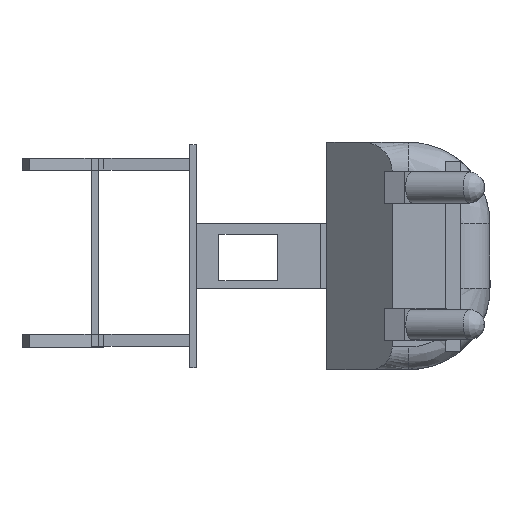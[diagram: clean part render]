
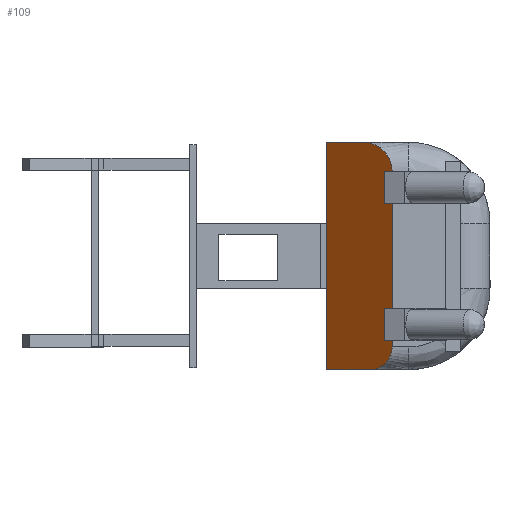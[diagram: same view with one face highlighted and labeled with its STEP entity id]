
A CAD part, left-side view. The second image highlights one B-rep face of the part: STEP entity #109.
In plain terms, the highlighted free-form (B-spline) face has degree [1, 1] with [2, 2] control points.
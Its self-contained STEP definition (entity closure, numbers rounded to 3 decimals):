
#82 = EDGE_CURVE('',#83,#85,#87,.T.);
#83 = VERTEX_POINT('',#84);
#84 = CARTESIAN_POINT('',(-1.815,0.223,-0.207
    ));
#85 = VERTEX_POINT('',#86);
#86 = CARTESIAN_POINT('',(-1.763,0.276,-0.26)
  );
#87 = ( BOUNDED_CURVE() B_SPLINE_CURVE(2,(#88,#89,#90),.UNSPECIFIED.,.F.
,.F.) B_SPLINE_CURVE_WITH_KNOTS((3,3),(0.,1.571),
.PIECEWISE_BEZIER_KNOTS.) CURVE() GEOMETRIC_REPRESENTATION_ITEM() 
RATIONAL_B_SPLINE_CURVE((1.,0.707,1.)) REPRESENTATION_ITEM('') 
  );
#88 = CARTESIAN_POINT('',(-1.815,0.223,-0.207
    ));
#89 = CARTESIAN_POINT('',(-1.815,0.223,-0.26
    ));
#90 = CARTESIAN_POINT('',(-1.763,0.276,-0.26)
  );
#109 = ADVANCED_FACE('',(#110),#147,.T.);
#110 = FACE_BOUND('',#111,.T.);
#111 = EDGE_LOOP('',(#112,#113,#120,#128,#135,#142));
#112 = ORIENTED_EDGE('',*,*,#82,.F.);
#113 = ORIENTED_EDGE('',*,*,#114,.T.);
#114 = EDGE_CURVE('',#83,#115,#117,.T.);
#115 = VERTEX_POINT('',#116);
#116 = CARTESIAN_POINT('',(-1.815,0.223,0.192
    ));
#117 = B_SPLINE_CURVE_WITH_KNOTS('',1,(#118,#119),.UNSPECIFIED.,.F.,.F.,
  (2,2),(-0.052,0.216),.PIECEWISE_BEZIER_KNOTS.);
#118 = CARTESIAN_POINT('',(-1.815,0.223,
    -0.207));
#119 = CARTESIAN_POINT('',(-1.815,0.223,0.192
    ));
#120 = ORIENTED_EDGE('',*,*,#121,.F.);
#121 = EDGE_CURVE('',#122,#115,#124,.T.);
#122 = VERTEX_POINT('',#123);
#123 = CARTESIAN_POINT('',(-1.748,0.29,0.26
    ));
#124 = ( BOUNDED_CURVE() B_SPLINE_CURVE(2,(#125,#126,#127),
.UNSPECIFIED.,.F.,.F.) B_SPLINE_CURVE_WITH_KNOTS((3,3),(4.712,
6.283),.PIECEWISE_BEZIER_KNOTS.) CURVE() 
GEOMETRIC_REPRESENTATION_ITEM() RATIONAL_B_SPLINE_CURVE((1.,
0.707,1.)) REPRESENTATION_ITEM('') );
#125 = CARTESIAN_POINT('',(-1.748,0.29,0.26
    ));
#126 = CARTESIAN_POINT('',(-1.815,0.223,0.26
    ));
#127 = CARTESIAN_POINT('',(-1.815,0.223,0.192
    ));
#128 = ORIENTED_EDGE('',*,*,#129,.T.);
#129 = EDGE_CURVE('',#122,#130,#132,.T.);
#130 = VERTEX_POINT('',#131);
#131 = CARTESIAN_POINT('',(-1.666,0.372,0.26
    ));
#132 = B_SPLINE_CURVE_WITH_KNOTS('',1,(#133,#134),.UNSPECIFIED.,.F.,.F.,
  (2,2),(-0.078,0.),.PIECEWISE_BEZIER_KNOTS.);
#133 = CARTESIAN_POINT('',(-1.748,0.29,0.26
    ));
#134 = CARTESIAN_POINT('',(-1.666,0.372,0.26
    ));
#135 = ORIENTED_EDGE('',*,*,#136,.T.);
#136 = EDGE_CURVE('',#130,#137,#139,.T.);
#137 = VERTEX_POINT('',#138);
#138 = CARTESIAN_POINT('',(-1.666,0.372,
    -0.26));
#139 = B_SPLINE_CURVE_WITH_KNOTS('',1,(#140,#141),.UNSPECIFIED.,.F.,.F.,
  (2,2),(-0.261,0.087),.PIECEWISE_BEZIER_KNOTS.);
#140 = CARTESIAN_POINT('',(-1.666,0.372,0.26
    ));
#141 = CARTESIAN_POINT('',(-1.666,0.372,
    -0.26));
#142 = ORIENTED_EDGE('',*,*,#143,.T.);
#143 = EDGE_CURVE('',#137,#85,#144,.T.);
#144 = B_SPLINE_CURVE_WITH_KNOTS('',1,(#145,#146),.UNSPECIFIED.,.F.,.F.,
  (2,2),(0.572,0.664),.PIECEWISE_BEZIER_KNOTS.);
#145 = CARTESIAN_POINT('',(-1.666,0.372,
    -0.26));
#146 = CARTESIAN_POINT('',(-1.763,0.276,-0.26
    ));
#147 = B_SPLINE_SURFACE_WITH_KNOTS('',1,1,(
    (#148,#149)
    ,(#150,#151
    )),.UNSPECIFIED.,.F.,.F.,.F.,(2,2),(2,2),(-0.087,
    0.261),(-0.071,0.071),
  .PIECEWISE_BEZIER_KNOTS.);
#148 = CARTESIAN_POINT('',(-1.815,0.223,
    -0.26));
#149 = CARTESIAN_POINT('',(-1.666,0.372,
    -0.26));
#150 = CARTESIAN_POINT('',(-1.815,0.223,0.26
    ));
#151 = CARTESIAN_POINT('',(-1.666,0.372,0.26
    ));
